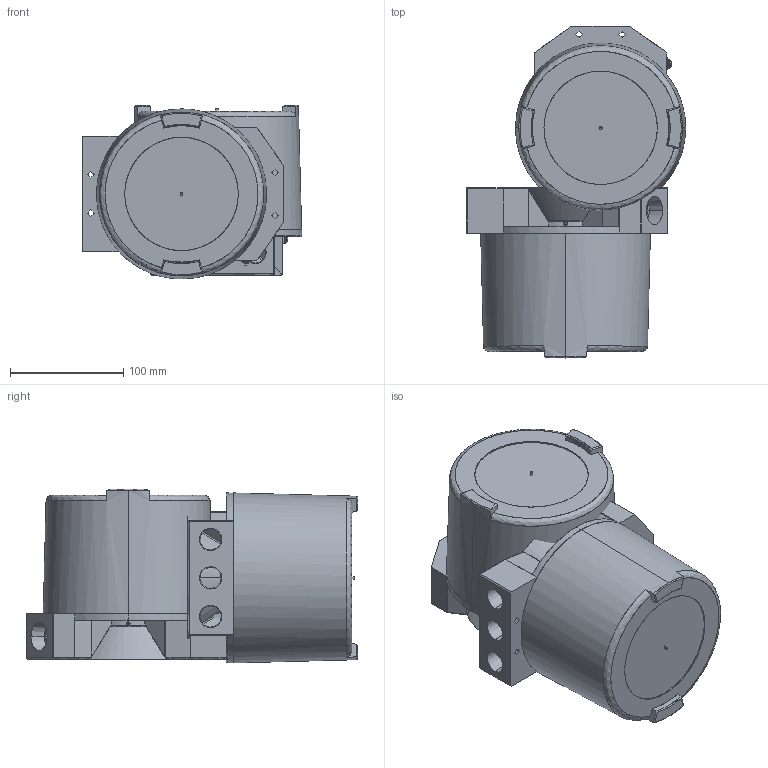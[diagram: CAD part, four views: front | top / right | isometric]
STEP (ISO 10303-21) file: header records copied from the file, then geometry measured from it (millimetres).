
FILE_DESCRIPTION((''),'2;1');
FILE_NAME('DVC-DD-002-01 Rev01.stp','2013-02-19T13:30:16',(''),(''),'AutoCAD STEP 2000i','AutoCAD 2000i',', , ');
FILE_SCHEMA(('CONFIG_CONTROL_DESIGN'));
Length unit declared in the file: millimetre
Products named in the file (5): DVC-DD-002-01 REV01; VSD-MODELA; VSD-MODEL; iso_3; isoa3
Assembly tree (5 placements, depth 2):
  DVC-DD-002-01 REV01
    VSD-MODELA
    VSD-MODEL  x2
    iso_3
    isoa3
Bounding box: 193.46 x 292.79 x 153.45 mm (x, y, z)
Surface area: 399601.7 mm2 (no closed solid volume)
Topology: 0 solids, 0 shells, 642 faces, 3192 edges, 3170 vertices
Faces by surface type: bspline 642
Entity records: 25151 total; most frequent: CARTESIAN_POINT 18343, QUASI_UNIFORM_CURVE 1900, PCURVE 1587, COMPOSITE_CURVE_SEGMENT 1587, B_SPLINE_CURVE_WITH_KNOTS 793, CURVE_BOUNDED_SURFACE 321, OUTER_BOUNDARY_CURVE 311, QUASI_UNIFORM_SURFACE 97
